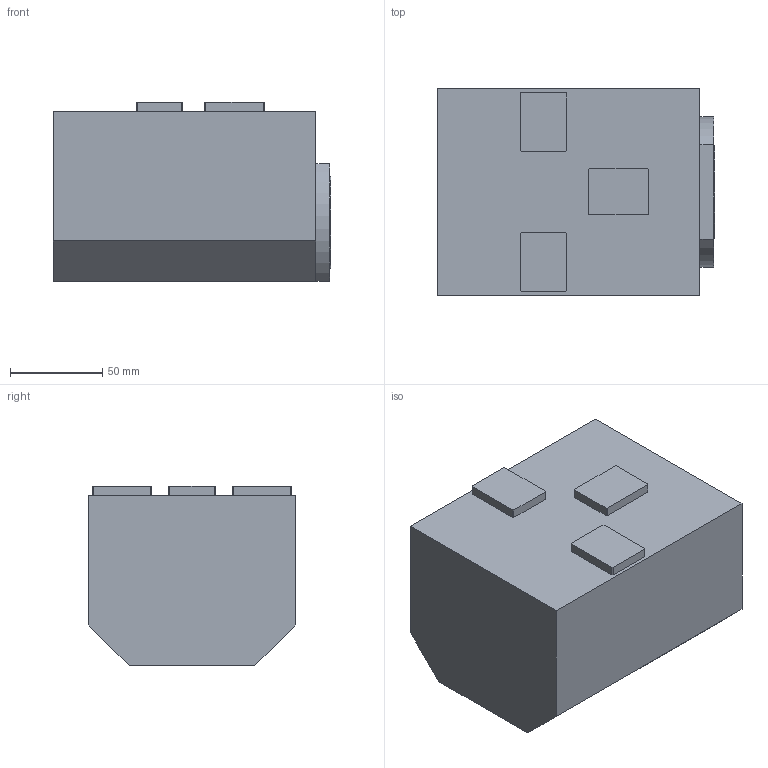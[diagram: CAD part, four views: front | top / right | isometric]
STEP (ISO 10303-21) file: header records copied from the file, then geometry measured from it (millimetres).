
FILE_DESCRIPTION(/* description */ (''),/* implementation_level */ '2;1');
FILE_NAME(/* name */ '1525408548044.stp',/* time_stamp */ '2018-05-04T10:06:07+06:00',/* author */ (''),/* organization */ ('SMS'),/* preprocessor_version */ 'ST-DEVELOPER v15',/* originating_system */ 'SIEMENS PLM Software NX 8.5',/* authorisation */ '');
FILE_SCHEMA (('AUTOMOTIVE_DESIGN { 1 0 10303 214 3 1 1 1 }'));
Length unit declared in the file: millimetre
Products named in the file (1): 201598290mod000_00
Bounding box: 150 x 112 x 97 mm (x, y, z)
Volume: 1413787.6 mm3; surface area: 80784 mm2
Topology: 1 solids, 1 shells, 53 faces, 131 edges, 91 vertices
Faces by surface type: plane 42, cone 6, cylinder 5
Full cylindrical faces by diameter (mm): 3 x1, 39.2 x1, 50.013 x1
Entity records: 1653 total; most frequent: CARTESIAN_POINT 329, DIRECTION 260, ORIENTED_EDGE 252, EDGE_CURVE 126, LINE 104, VECTOR 104, VERTEX_POINT 86, AXIS2_PLACEMENT_3D 78
